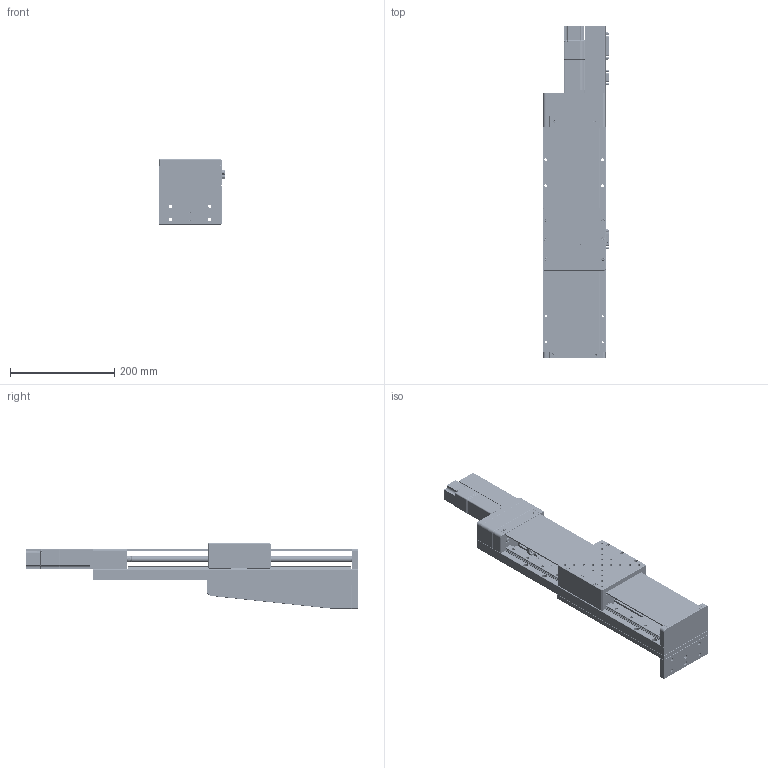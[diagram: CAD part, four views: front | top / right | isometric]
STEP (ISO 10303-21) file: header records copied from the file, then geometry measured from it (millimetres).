
FILE_DESCRIPTION (( 'STEP AP203' ), '1' );
FILE_NAME ('FMSZ120S-300-A.STEP', '2023-01-30T09:35:51', ( '微软用户' ), ( '微软中国' ), 'SwSTEP 2.0', 'SolidWorks 2017', '' );
FILE_SCHEMA (( 'CONFIG_CONTROL_DESIGN' ));
Products named in the file (1): FMSZ120S-300-A
Bounding box: 126.8 x 636.5 x 125 mm (x, y, z)
Volume: 2554046.6 mm3; surface area: 764491.4 mm2
Topology: 87 solids, 96 shells, 6625 faces, 16361 edges, 9869 vertices
Faces by surface type: cylinder 2605, plane 2339, cone 565, bspline 475, torus 426, sphere 215
Entity records: 220229 total; most frequent: CARTESIAN_POINT 66942, DIRECTION 31984, ORIENTED_EDGE 31694, EDGE_CURVE 15847, AXIS2_PLACEMENT_3D 11969, VERTEX_POINT 9816, VECTOR 8046, LINE 8046
